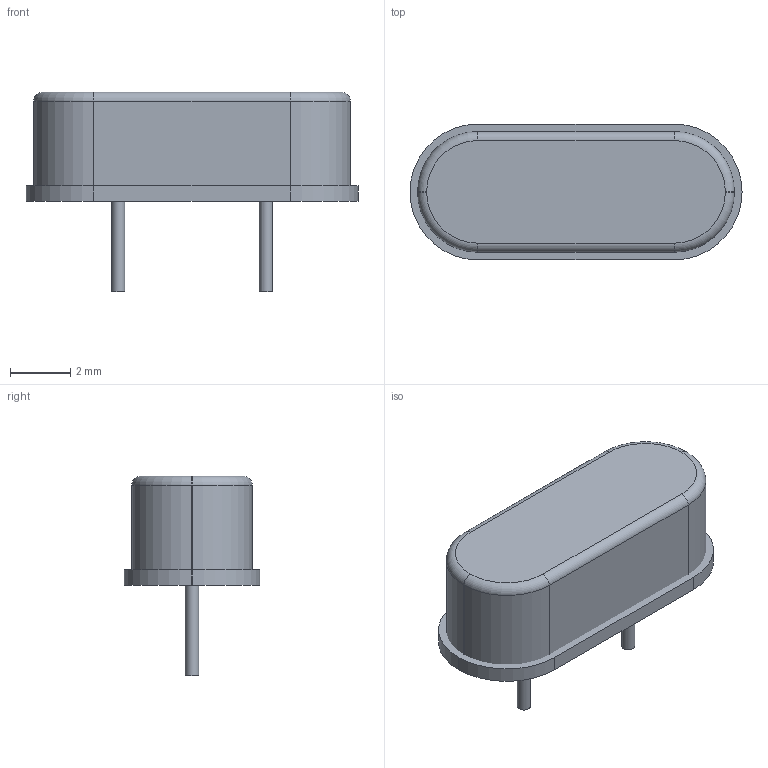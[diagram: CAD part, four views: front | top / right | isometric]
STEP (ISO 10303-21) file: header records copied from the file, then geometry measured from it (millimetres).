
FILE_DESCRIPTION( ( '' ), ' ' );
FILE_NAME( '5a1fc5bd8993810e68af37ae.step', '2017-11-30T08:47:58', ( '' ), ( '' ), ' ', ' ', ' ' );
FILE_SCHEMA( ( 'AUTOMOTIVE_DESIGN { 1 0 10303 214 1 1 1 1 }' ) );
Length unit declared in the file: metre
Products named in the file (4): Open CASCADE STEP translator 6.8 4; Open CASCADE STEP translator 6.8 3; Open CASCADE STEP translator 6.8 2
Bounding box: 10.98 x 4.49 x 6.6 mm (x, y, z)
Volume: 157.5 mm3; surface area: 275.4 mm2
Topology: 4 solids, 4 shells, 34 faces, 70 edges, 44 vertices
Faces by surface type: plane 16, cylinder 14, torus 4
Full cylindrical faces by diameter (mm): 0.44 x2
Entity records: 1550 total; most frequent: DIRECTION 176, CARTESIAN_POINT 150, ORIENTED_EDGE 136, STYLED_ITEM 102, PRESENTATION_STYLE_ASSIGNMENT 102, COLOUR_RGB 102, AXIS2_PLACEMENT_3D 70, EDGE_CURVE 68
